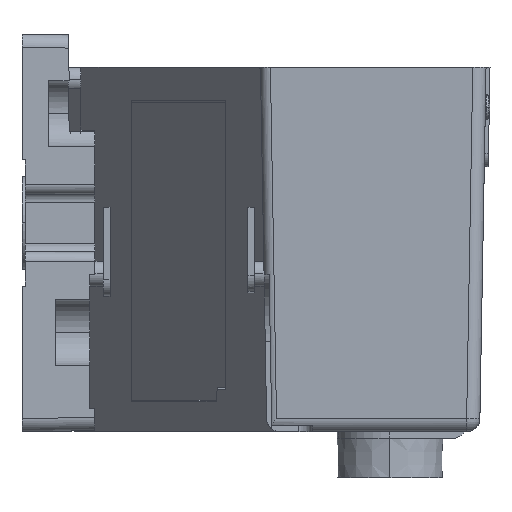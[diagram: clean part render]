
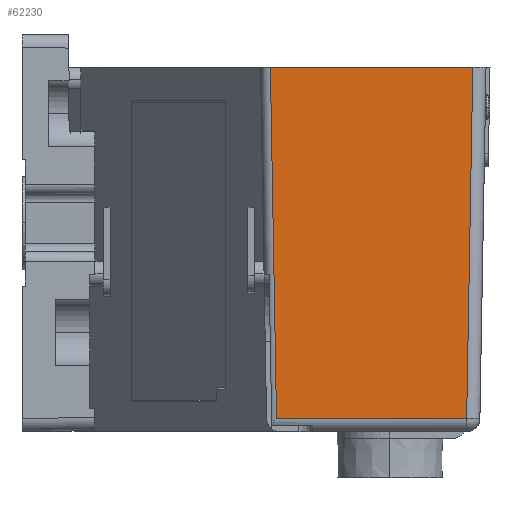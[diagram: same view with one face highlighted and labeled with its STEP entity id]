
A CAD part, front view. The second image highlights one B-rep face of the part: STEP entity #62230.
In plain terms, the highlighted planar face has unit normal (0, -1, -0.018).
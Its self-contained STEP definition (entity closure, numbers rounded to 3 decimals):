
#61150=CARTESIAN_POINT('',(26.016,-164.812,13.));
#61160=VERTEX_POINT('',#61150);
#61250=CARTESIAN_POINT('',(25.09,-163.887,
-40.035));
#61260=VERTEX_POINT('',#61250);
#61290=CARTESIAN_POINT('',(25.388,-164.184,
-22.999));
#61300=DIRECTION('',(-0.017,0.017,
-1.));
#61310=VECTOR('',#61300,1.);
#61320=LINE('',#61290,#61310);
#61330=EDGE_CURVE('',#61160,#61260,#61320,.T.);
#61700=CARTESIAN_POINT('',(-3.619,-163.887,
-40.035));
#61710=VERTEX_POINT('',#61700);
#61820=CARTESIAN_POINT('',(-4.545,-164.812,13.));
#61830=VERTEX_POINT('',#61820);
#61860=CARTESIAN_POINT('',(-3.916,-164.184,
-22.99));
#61870=DIRECTION('',(-0.017,-0.017,
1.));
#61880=VECTOR('',#61870,1.);
#61890=LINE('',#61860,#61880);
#61900=EDGE_CURVE('',#61710,#61830,#61890,.T.);
#62020=CARTESIAN_POINT('',(8.727,-164.323,
-15.054));
#62030=DIRECTION('',(0.,-1.,-0.017));
#62040=DIRECTION('',(1.,0.,0.));
#62050=AXIS2_PLACEMENT_3D('',#62020,#62030,#62040);
#62060=PLANE('',#62050);
#62070=CARTESIAN_POINT('',(1.316,-163.887,
-40.035));
#62080=DIRECTION('',(-1.,0.,0.));
#62090=VECTOR('',#62080,1.);
#62100=LINE('',#62070,#62090);
#62110=EDGE_CURVE('',#61260,#61710,#62100,.T.);
#62120=ORIENTED_EDGE('',*,*,#62110,.F.);
#62130=ORIENTED_EDGE('',*,*,#61900,.F.);
#62140=CARTESIAN_POINT('',(1.316,-164.812,13.));
#62150=DIRECTION('',(-1.,0.,0.));
#62160=VECTOR('',#62150,1.);
#62170=LINE('',#62140,#62160);
#62180=EDGE_CURVE('',#61160,#61830,#62170,.T.);
#62190=ORIENTED_EDGE('',*,*,#62180,.T.);
#62200=ORIENTED_EDGE('',*,*,#61330,.F.);
#62210=EDGE_LOOP('',(#62200,#62190,#62130,#62120));
#62220=FACE_OUTER_BOUND('',#62210,.T.);
#62230=ADVANCED_FACE('',(#62220),#62060,.T.);
